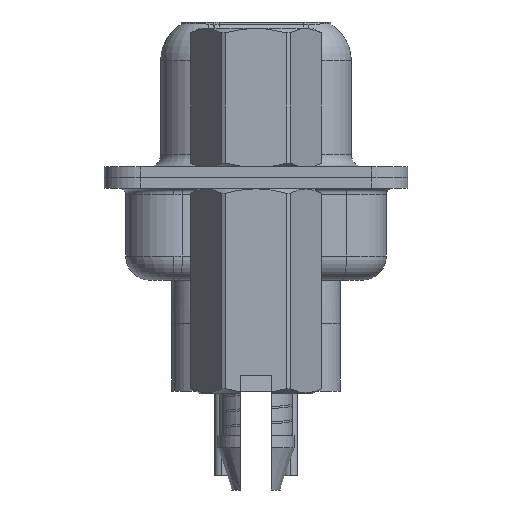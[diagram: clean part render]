
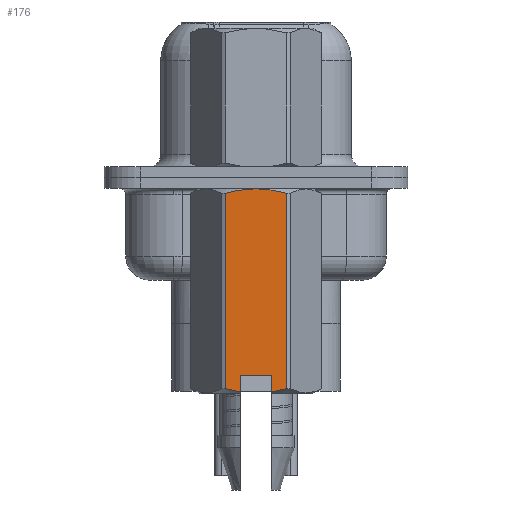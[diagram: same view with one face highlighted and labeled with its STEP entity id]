
A CAD part, left-side view. The second image highlights one B-rep face of the part: STEP entity #176.
In plain terms, the highlighted planar face has unit normal (-1, 0, 0).
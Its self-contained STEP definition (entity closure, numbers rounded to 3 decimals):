
#33 = DIRECTION ( 'NONE',  ( -1., 0., 0. ) ) ;
#176 = ADVANCED_FACE ( 'NONE', ( #6028 ), #16676, .T. ) ;
#418 = EDGE_CURVE ( 'NONE', #32513, #8138, #10657, .T. ) ;
#1415 = CARTESIAN_POINT ( 'NONE',  ( -2.381, 0.625, -8.2 ) ) ;
#2388 = DIRECTION ( 'NONE',  ( 0., 0., -1. ) ) ;
#2612 = CARTESIAN_POINT ( 'NONE',  ( -2.381, -1.273, -8.748 ) ) ;
#2930 = ORIENTED_EDGE ( 'NONE', *, *, #38404, .F. ) ;
#3489 = CARTESIAN_POINT ( 'NONE',  ( -2.381, -0.842, -8.854 ) ) ;
#4189 = EDGE_CURVE ( 'NONE', #40149, #34004, #9008, .T. ) ;
#4263 = VERTEX_POINT ( 'NONE', #2612 ) ;
#4281 = CARTESIAN_POINT ( 'NONE',  ( -2.381, 0.625, -8.885 ) ) ;
#5092 = VECTOR ( 'NONE', #17836, 1000. ) ;
#5256 = ORIENTED_EDGE ( 'NONE', *, *, #26457, .T. ) ;
#5919 = EDGE_CURVE ( 'NONE', #34004, #27131, #36570, .T. ) ;
#6028 = FACE_OUTER_BOUND ( 'NONE', #16604, .T. ) ;
#6057 = CARTESIAN_POINT ( 'NONE',  ( -2.381, 1.273, -0.652 ) ) ;
#6141 = CARTESIAN_POINT ( 'NONE',  ( -2.381, -1.273, -0.652 ) ) ;
#6193 = CARTESIAN_POINT ( 'NONE',  ( -2.381, -0.625, -8.885 ) ) ;
#7304 = VECTOR ( 'NONE', #9771, 1000. ) ;
#7613 = LINE ( 'NONE', #1415, #5092 ) ;
#8059 = CARTESIAN_POINT ( 'NONE',  ( -2.381, 1.06, -8.806 ) ) ;
#8138 = VERTEX_POINT ( 'NONE', #6193 ) ;
#8491 = CARTESIAN_POINT ( 'NONE',  ( -2.381, 1.066, -0.596 ) ) ;
#8716 = CARTESIAN_POINT ( 'NONE',  ( -2.381, 0., -0.468 ) ) ;
#9008 = LINE ( 'NONE', #35434, #25091 ) ;
#9771 = DIRECTION ( 'NONE',  ( 0., 0., -1. ) ) ;
#9807 = CARTESIAN_POINT ( 'NONE',  ( -2.381, -1.273, 0.581 ) ) ;
#10657 = LINE ( 'NONE', #24202, #7304 ) ;
#11619 = ORIENTED_EDGE ( 'NONE', *, *, #418, .T. ) ;
#11987 = VECTOR ( 'NONE', #24024, 1000. ) ;
#12491 = CARTESIAN_POINT ( 'NONE',  ( -2.381, 0.432, -0.485 ) ) ;
#12560 = CARTESIAN_POINT ( 'NONE',  ( -2.381, -0.428, -0.485 ) ) ;
#14720 = CARTESIAN_POINT ( 'NONE',  ( -2.381, 0.625, -8.885 ) ) ;
#15895 = CARTESIAN_POINT ( 'NONE',  ( -2.381, -1.273, -0.652 ) ) ;
#16491 = LINE ( 'NONE', #9807, #11987 ) ;
#16604 = EDGE_LOOP ( 'NONE', ( #2930, #38399, #11619, #31135, #5256, #20213, #37548, #26680, #26893 ) ) ;
#16676 = PLANE ( 'NONE',  #19561 ) ;
#17011 = CARTESIAN_POINT ( 'NONE',  ( -2.381, -1.273, -8.748 ) ) ;
#17836 = DIRECTION ( 'NONE',  ( 0., 0., -1. ) ) ;
#18062 = CARTESIAN_POINT ( 'NONE',  ( -2.381, 1.273, -8.748 ) ) ;
#18277 = CARTESIAN_POINT ( 'NONE',  ( -2.381, 0.845, -8.853 ) ) ;
#19561 = AXIS2_PLACEMENT_3D ( 'NONE', #30657, #33, #20231 ) ;
#20213 = ORIENTED_EDGE ( 'NONE', *, *, #31821, .T. ) ;
#20231 = DIRECTION ( 'NONE',  ( 0., 0., 1. ) ) ;
#22916 = CARTESIAN_POINT ( 'NONE',  ( -2.381, 0.215, -0.468 ) ) ;
#24024 = DIRECTION ( 'NONE',  ( 0., 0., 1. ) ) ;
#24202 = CARTESIAN_POINT ( 'NONE',  ( -2.381, -0.625, -8.2 ) ) ;
#24324 = VERTEX_POINT ( 'NONE', #39591 ) ;
#25091 = VECTOR ( 'NONE', #2388, 1000. ) ;
#25885 = CARTESIAN_POINT ( 'NONE',  ( -2.381, 0., -0.468 ) ) ;
#26457 = EDGE_CURVE ( 'NONE', #4263, #37535, #16491, .T. ) ;
#26680 = ORIENTED_EDGE ( 'NONE', *, *, #4189, .T. ) ;
#26893 = ORIENTED_EDGE ( 'NONE', *, *, #5919, .T. ) ;
#27131 = VERTEX_POINT ( 'NONE', #4281 ) ;
#28690 = B_SPLINE_CURVE_WITH_KNOTS ( 'NONE', 3,
 ( #8716, #22916, #12491, #36430, #8491, #6057 ),
 .UNSPECIFIED., .F., .F.,
 ( 4, 2, 4 ),
 ( 0.004, 0.004, 0.005 ),
 .UNSPECIFIED. ) ;
#29385 = CARTESIAN_POINT ( 'NONE',  ( -2.381, -0.625, -8.2 ) ) ;
#29433 = CARTESIAN_POINT ( 'NONE',  ( -2.381, -0.853, -0.549 ) ) ;
#29644 = CARTESIAN_POINT ( 'NONE',  ( -2.381, -1.065, -0.596 ) ) ;
#30657 = CARTESIAN_POINT ( 'NONE',  ( -2.381, -1.375, 7.399 ) ) ;
#30790 = EDGE_CURVE ( 'NONE', #32513, #43505, #41565, .T. ) ;
#31135 = ORIENTED_EDGE ( 'NONE', *, *, #34277, .T. ) ;
#31820 = CARTESIAN_POINT ( 'NONE',  ( -2.381, -0.625, -8.2 ) ) ;
#31821 = EDGE_CURVE ( 'NONE', #37535, #24324, #43864, .T. ) ;
#32513 = VERTEX_POINT ( 'NONE', #29385 ) ;
#34004 = VERTEX_POINT ( 'NONE', #34371 ) ;
#34277 = EDGE_CURVE ( 'NONE', #8138, #4263, #38998, .T. ) ;
#34371 = CARTESIAN_POINT ( 'NONE',  ( -2.381, 1.273, -8.748 ) ) ;
#35434 = CARTESIAN_POINT ( 'NONE',  ( -2.381, 1.273, 0.581 ) ) ;
#35788 = CARTESIAN_POINT ( 'NONE',  ( -2.381, 0.625, -8.2 ) ) ;
#36430 = CARTESIAN_POINT ( 'NONE',  ( -2.381, 0.858, -0.55 ) ) ;
#36570 = B_SPLINE_CURVE_WITH_KNOTS ( 'NONE', 3,
 ( #18062, #8059, #18277, #14720 ),
 .UNSPECIFIED., .F., .F.,
 ( 4, 4 ),
 ( 0.001, 0.002 ),
 .UNSPECIFIED. ) ;
#37535 = VERTEX_POINT ( 'NONE', #6141 ) ;
#37548 = ORIENTED_EDGE ( 'NONE', *, *, #40084, .T. ) ;
#38399 = ORIENTED_EDGE ( 'NONE', *, *, #30790, .F. ) ;
#38404 = EDGE_CURVE ( 'NONE', #43505, #27131, #7613, .T. ) ;
#38998 = B_SPLINE_CURVE_WITH_KNOTS ( 'NONE', 3,
 ( #40957, #3489, #43831, #17011 ),
 .UNSPECIFIED., .F., .F.,
 ( 4, 4 ),
 ( 0.003, 0.004 ),
 .UNSPECIFIED. ) ;
#39591 = CARTESIAN_POINT ( 'NONE',  ( -2.381, 0., -0.468 ) ) ;
#39602 = CARTESIAN_POINT ( 'NONE',  ( -2.381, -0.215, -0.468 ) ) ;
#39671 = VECTOR ( 'NONE', #41134, 1000. ) ;
#40084 = EDGE_CURVE ( 'NONE', #24324, #40149, #28690, .T. ) ;
#40149 = VERTEX_POINT ( 'NONE', #42648 ) ;
#40957 = CARTESIAN_POINT ( 'NONE',  ( -2.381, -0.625, -8.885 ) ) ;
#41134 = DIRECTION ( 'NONE',  ( 0., 1., 0. ) ) ;
#41565 = LINE ( 'NONE', #31820, #39671 ) ;
#42648 = CARTESIAN_POINT ( 'NONE',  ( -2.381, 1.273, -0.652 ) ) ;
#43505 = VERTEX_POINT ( 'NONE', #35788 ) ;
#43831 = CARTESIAN_POINT ( 'NONE',  ( -2.381, -1.06, -8.806 ) ) ;
#43864 = B_SPLINE_CURVE_WITH_KNOTS ( 'NONE', 3,
 ( #15895, #29644, #29433, #12560, #39602, #25885 ),
 .UNSPECIFIED., .F., .F.,
 ( 4, 2, 4 ),
 ( 0.003, 0.003, 0.004 ),
 .UNSPECIFIED. ) ;
